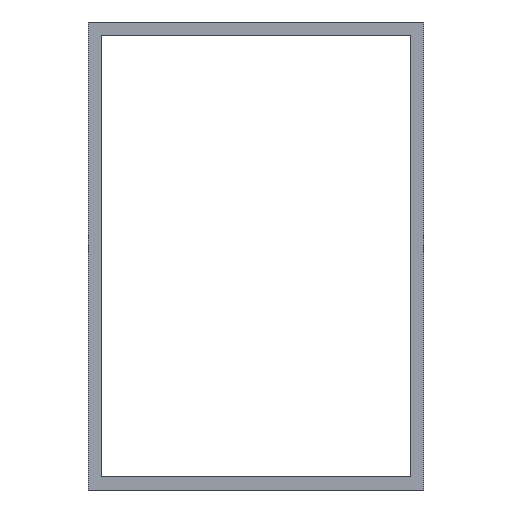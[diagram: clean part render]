
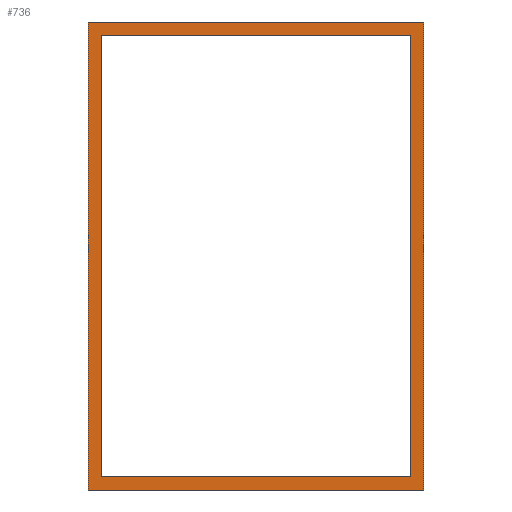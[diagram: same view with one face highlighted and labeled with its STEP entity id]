
A CAD part, front view. The second image highlights one B-rep face of the part: STEP entity #736.
In plain terms, the highlighted planar face has unit normal (0, -1, 0).
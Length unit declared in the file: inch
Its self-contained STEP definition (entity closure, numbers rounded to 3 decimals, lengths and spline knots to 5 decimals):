
#39=FACE_BOUND('',#185,.T.);
#140=FACE_OUTER_BOUND('',#184,.T.);
#184=EDGE_LOOP('',(#547,#548,#549,#550));
#185=EDGE_LOOP('',(#551,#552,#553,#554));
#283=LINE('',#1077,#331);
#287=LINE('',#1094,#335);
#288=LINE('',#1096,#336);
#289=LINE('',#1098,#337);
#290=LINE('',#1099,#338);
#291=LINE('',#1101,#339);
#292=LINE('',#1103,#340);
#293=LINE('',#1104,#341);
#331=VECTOR('',#867,50.75);
#335=VECTOR('',#881,38.5);
#336=VECTOR('',#882,53.75);
#337=VECTOR('',#883,38.5);
#338=VECTOR('',#884,53.75);
#339=VECTOR('',#885,35.5);
#340=VECTOR('',#886,50.75);
#341=VECTOR('',#887,35.5);
#379=VERTEX_POINT('',#1075);
#380=VERTEX_POINT('',#1076);
#387=VERTEX_POINT('',#1092);
#388=VERTEX_POINT('',#1093);
#389=VERTEX_POINT('',#1095);
#390=VERTEX_POINT('',#1097);
#391=VERTEX_POINT('',#1100);
#392=VERTEX_POINT('',#1102);
#451=EDGE_CURVE('',#379,#380,#283,.T.);
#459=EDGE_CURVE('',#387,#388,#287,.T.);
#460=EDGE_CURVE('',#388,#389,#288,.T.);
#461=EDGE_CURVE('',#389,#390,#289,.T.);
#462=EDGE_CURVE('',#390,#387,#290,.T.);
#463=EDGE_CURVE('',#391,#379,#291,.T.);
#464=EDGE_CURVE('',#392,#391,#292,.T.);
#465=EDGE_CURVE('',#380,#392,#293,.T.);
#547=ORIENTED_EDGE('',*,*,#459,.T.);
#548=ORIENTED_EDGE('',*,*,#460,.T.);
#549=ORIENTED_EDGE('',*,*,#461,.T.);
#550=ORIENTED_EDGE('',*,*,#462,.T.);
#551=ORIENTED_EDGE('',*,*,#451,.F.);
#552=ORIENTED_EDGE('',*,*,#463,.F.);
#553=ORIENTED_EDGE('',*,*,#464,.F.);
#554=ORIENTED_EDGE('',*,*,#465,.F.);
#716=PLANE('',#788);
#736=ADVANCED_FACE('',(#140,#39),#716,.T.);
#788=AXIS2_PLACEMENT_3D('',#1091,#879,#880);
#867=DIRECTION('',(0.,0.,-1.));
#879=DIRECTION('center_axis',(0.,-1.,0.));
#880=DIRECTION('ref_axis',(0.,0.,-1.));
#881=DIRECTION('',(-1.,0.,0.));
#882=DIRECTION('',(0.,0.,-1.));
#883=DIRECTION('',(1.,0.,0.));
#884=DIRECTION('',(0.,0.,1.));
#885=DIRECTION('',(-1.,0.,0.));
#886=DIRECTION('',(0.,0.,1.));
#887=DIRECTION('',(1.,0.,0.));
#1075=CARTESIAN_POINT('',(-17.5,-21.,52.25));
#1076=CARTESIAN_POINT('',(-17.5,-21.,1.5));
#1077=CARTESIAN_POINT('',(-17.5,-21.,52.25));
#1091=CARTESIAN_POINT('Origin',(-20.90394,-21.,0.93456));
#1092=CARTESIAN_POINT('',(19.5,-21.,53.75));
#1093=CARTESIAN_POINT('',(-19.,-21.,53.75));
#1094=CARTESIAN_POINT('',(19.5,-21.,53.75));
#1095=CARTESIAN_POINT('',(-19.,-21.,0.));
#1096=CARTESIAN_POINT('',(-19.,-21.,53.75));
#1097=CARTESIAN_POINT('',(19.5,-21.,0.));
#1098=CARTESIAN_POINT('',(-19.,-21.,0.));
#1099=CARTESIAN_POINT('',(19.5,-21.,0.));
#1100=CARTESIAN_POINT('',(18.,-21.,52.25));
#1101=CARTESIAN_POINT('',(18.,-21.,52.25));
#1102=CARTESIAN_POINT('',(18.,-21.,1.5));
#1103=CARTESIAN_POINT('',(18.,-21.,1.5));
#1104=CARTESIAN_POINT('',(-17.5,-21.,1.5));
